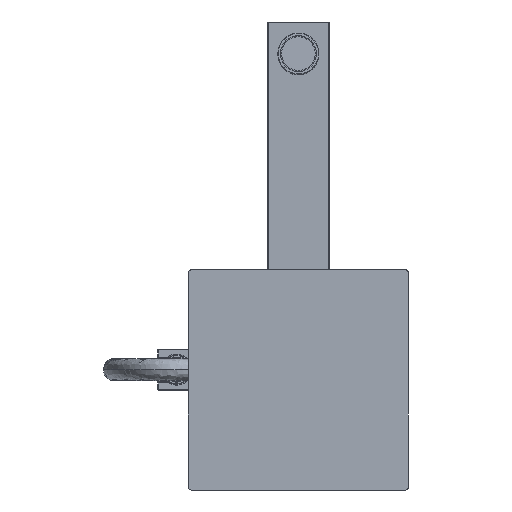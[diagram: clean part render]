
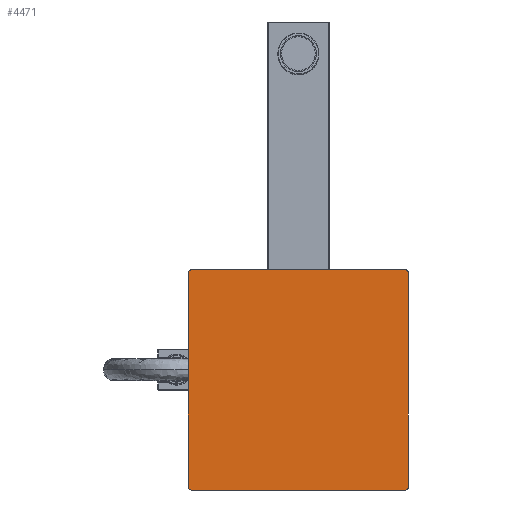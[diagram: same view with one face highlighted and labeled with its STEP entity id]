
A CAD part, front view. The second image highlights one B-rep face of the part: STEP entity #4471.
In plain terms, the highlighted planar face has unit normal (0, -1, 0).
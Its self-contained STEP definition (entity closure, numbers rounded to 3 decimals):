
#3587=DIRECTION('',(0.,0.,-1.));
#3588=VECTOR('',#3587,146.);
#3589=CARTESIAN_POINT('',(75.,-35.,73.));
#3590=LINE('',#3589,#3588);
#3599=DIRECTION('',(-1.,0.,0.));
#3600=VECTOR('',#3599,146.);
#3601=CARTESIAN_POINT('',(73.,-35.,-75.));
#3602=LINE('',#3601,#3600);
#3611=DIRECTION('',(0.,0.,1.));
#3612=VECTOR('',#3611,146.);
#3613=CARTESIAN_POINT('',(-75.,-35.,-73.));
#3614=LINE('',#3613,#3612);
#3623=DIRECTION('',(1.,0.,0.));
#3624=VECTOR('',#3623,146.);
#3625=CARTESIAN_POINT('',(-73.,-35.,75.));
#3626=LINE('',#3625,#3624);
#3627=CARTESIAN_POINT('',(73.,-35.,-73.));
#3628=DIRECTION('',(0.,-1.,0.));
#3629=DIRECTION('',(0.,0.,-1.));
#3630=AXIS2_PLACEMENT_3D('',#3627,#3628,#3629);
#3632=CARTESIAN_POINT('',(-73.,-35.,-73.));
#3633=DIRECTION('',(0.,-1.,0.));
#3634=DIRECTION('',(-1.,0.,0.));
#3635=AXIS2_PLACEMENT_3D('',#3632,#3633,#3634);
#3637=CARTESIAN_POINT('',(-73.,-35.,73.));
#3638=DIRECTION('',(0.,-1.,0.));
#3639=DIRECTION('',(0.,0.,1.));
#3640=AXIS2_PLACEMENT_3D('',#3637,#3638,#3639);
#3642=CARTESIAN_POINT('',(73.,-35.,73.));
#3643=DIRECTION('',(0.,-1.,0.));
#3644=DIRECTION('',(1.,0.,0.));
#3645=AXIS2_PLACEMENT_3D('',#3642,#3643,#3644);
#3823=CARTESIAN_POINT('',(-73.,-35.,-75.));
#3824=VERTEX_POINT('',#3823);
#3825=CARTESIAN_POINT('',(-75.,-35.,-73.));
#3826=VERTEX_POINT('',#3825);
#3827=CARTESIAN_POINT('',(73.,-35.,-75.));
#3828=VERTEX_POINT('',#3827);
#3829=CARTESIAN_POINT('',(75.,-35.,-73.));
#3830=VERTEX_POINT('',#3829);
#3831=CARTESIAN_POINT('',(75.,-35.,73.));
#3832=VERTEX_POINT('',#3831);
#3833=CARTESIAN_POINT('',(73.,-35.,75.));
#3834=VERTEX_POINT('',#3833);
#3835=CARTESIAN_POINT('',(-73.,-35.,75.));
#3836=VERTEX_POINT('',#3835);
#3837=CARTESIAN_POINT('',(-75.,-35.,73.));
#3838=VERTEX_POINT('',#3837);
#4456=CARTESIAN_POINT('',(0.,-35.,0.));
#4457=DIRECTION('',(0.,1.,0.));
#4458=DIRECTION('',(0.,0.,1.));
#4459=AXIS2_PLACEMENT_3D('',#4456,#4457,#4458);
#4460=PLANE('',#4459);
#4461=ORIENTED_EDGE('',*,*,#4379,.F.);
#4462=ORIENTED_EDGE('',*,*,#4394,.T.);
#4463=ORIENTED_EDGE('',*,*,#4408,.F.);
#4464=ORIENTED_EDGE('',*,*,#4422,.T.);
#4465=ORIENTED_EDGE('',*,*,#4436,.F.);
#4466=ORIENTED_EDGE('',*,*,#4450,.T.);
#4467=ORIENTED_EDGE('',*,*,#4349,.F.);
#4468=ORIENTED_EDGE('',*,*,#4365,.T.);
#4469=EDGE_LOOP('',(#4461,#4462,#4463,#4464,#4465,#4466,#4467,#4468));
#4470=FACE_OUTER_BOUND('',#4469,.F.);
#4471=ADVANCED_FACE('',(#4470),#4460,.F.);
#3631=CIRCLE('',#3630,2.);
#3636=CIRCLE('',#3635,2.);
#3641=CIRCLE('',#3640,2.);
#3646=CIRCLE('',#3645,2.);
#4349=EDGE_CURVE('',#3832,#3834,#3646,.T.);
#4365=EDGE_CURVE('',#3832,#3830,#3590,.T.);
#4379=EDGE_CURVE('',#3828,#3830,#3631,.T.);
#4394=EDGE_CURVE('',#3828,#3824,#3602,.T.);
#4408=EDGE_CURVE('',#3826,#3824,#3636,.T.);
#4422=EDGE_CURVE('',#3826,#3838,#3614,.T.);
#4436=EDGE_CURVE('',#3836,#3838,#3641,.T.);
#4450=EDGE_CURVE('',#3836,#3834,#3626,.T.);
